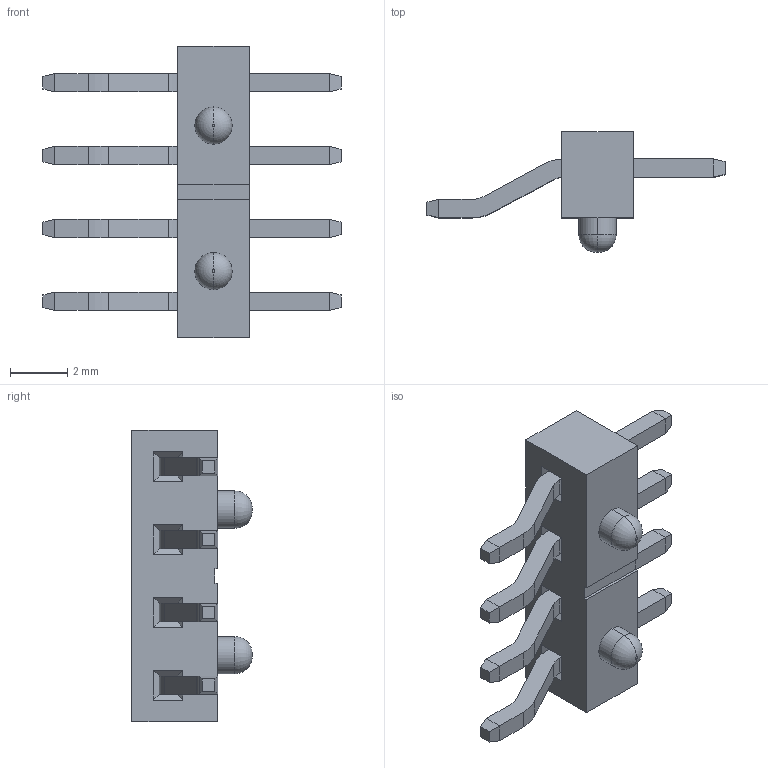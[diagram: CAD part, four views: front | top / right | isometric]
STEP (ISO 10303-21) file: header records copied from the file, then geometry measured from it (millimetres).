
FILE_DESCRIPTION (( 'STEP AP203' ), '1' );
FILE_NAME ('BG035-04X-1-0320-0180-0290-X-X_revD.STEP', '2014-11-11T15:03:37', ( '' ), ( '' ), 'SwSTEP 2.0', 'SolidWorks 2010', '' );
FILE_SCHEMA (( 'CONFIG_CONTROL_DESIGN' ));
Length unit declared in the file: millimetre
Products named in the file (3): BG035-insulator-4way; BG035-04X-1-0320-0180-0290-X-X_revD; BG035-pin-10.40mm
Assembly tree (5 placements, depth 2):
  BG035-04X-1-0320-0180-0290-X-X_revD
    BG035-pin-10.40mm  x4
    BG035-insulator-4way
Bounding box: 10.4 x 4.2 x 10.16 mm (x, y, z)
Volume: 91.8 mm3; surface area: 266 mm2
Topology: 5 solids, 5 shells, 140 faces, 332 edges, 204 vertices
Faces by surface type: plane 116, cylinder 20, torus 4
Entity records: 2500 total; most frequent: CARTESIAN_POINT 378, DIRECTION 359, ORIENTED_EDGE 352, EDGE_CURVE 176, LINE 149, VECTOR 149, VERTEX_POINT 108, AXIS2_PLACEMENT_3D 105
